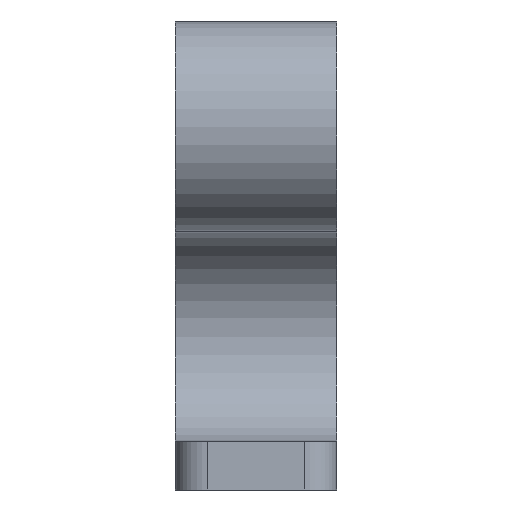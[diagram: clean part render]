
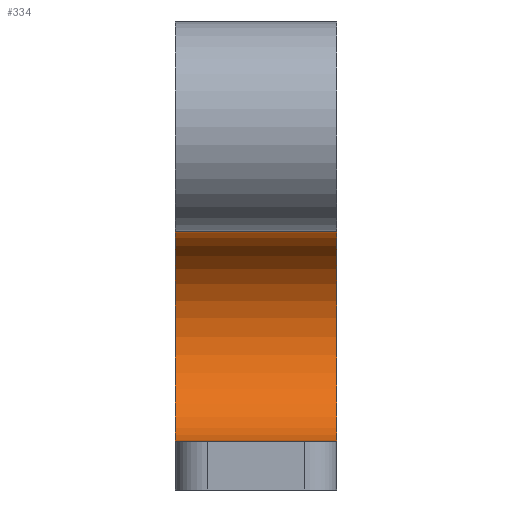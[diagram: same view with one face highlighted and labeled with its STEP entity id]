
A CAD part, left-side view. The second image highlights one B-rep face of the part: STEP entity #334.
In plain terms, the highlighted cylindrical face has radius 6.5 mm (diameter 13 mm), a partial arc.
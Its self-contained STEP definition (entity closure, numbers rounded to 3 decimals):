
#34=FACE_OUTER_BOUND('',#52,.T.);
#52=EDGE_LOOP('',(#261,#262,#263,#264));
#65=LINE('',#511,#97);
#82=LINE('',#556,#114);
#97=VECTOR('',#407,10.);
#114=VECTOR('',#448,10.);
#133=CIRCLE('',#375,6.5);
#134=CIRCLE('',#376,6.5);
#147=VERTEX_POINT('',#508);
#148=VERTEX_POINT('',#510);
#161=VERTEX_POINT('',#549);
#164=VERTEX_POINT('',#554);
#180=EDGE_CURVE('',#147,#148,#65,.T.);
#202=EDGE_CURVE('',#161,#164,#82,.T.);
#203=EDGE_CURVE('',#161,#147,#133,.T.);
#204=EDGE_CURVE('',#148,#164,#134,.T.);
#261=ORIENTED_EDGE('',*,*,#203,.F.);
#262=ORIENTED_EDGE('',*,*,#202,.T.);
#263=ORIENTED_EDGE('',*,*,#204,.F.);
#264=ORIENTED_EDGE('',*,*,#180,.F.);
#321=CYLINDRICAL_SURFACE('',#374,6.5);
#334=ADVANCED_FACE('',(#34),#321,.F.);
#374=AXIS2_PLACEMENT_3D('',#557,#449,#450);
#375=AXIS2_PLACEMENT_3D('',#558,#451,#452);
#376=AXIS2_PLACEMENT_3D('',#559,#453,#454);
#407=DIRECTION('',(0.,1.,0.));
#448=DIRECTION('',(0.,1.,0.));
#449=DIRECTION('center_axis',(0.,1.,0.));
#450=DIRECTION('ref_axis',(0.,0.,1.));
#451=DIRECTION('center_axis',(0.,1.,0.));
#452=DIRECTION('ref_axis',(0.,0.,1.));
#453=DIRECTION('center_axis',(0.,-1.,0.));
#454=DIRECTION('ref_axis',(0.,0.,1.));
#508=CARTESIAN_POINT('',(50.,0.,0.));
#510=CARTESIAN_POINT('',(50.,10.,0.));
#511=CARTESIAN_POINT('',(50.,0.,0.));
#549=CARTESIAN_POINT('',(50.,0.,13.));
#554=CARTESIAN_POINT('',(50.,10.,13.));
#556=CARTESIAN_POINT('',(50.,0.,13.));
#557=CARTESIAN_POINT('Origin',(50.,0.,6.5));
#558=CARTESIAN_POINT('Origin',(50.,0.,6.5));
#559=CARTESIAN_POINT('Origin',(50.,10.,6.5));
